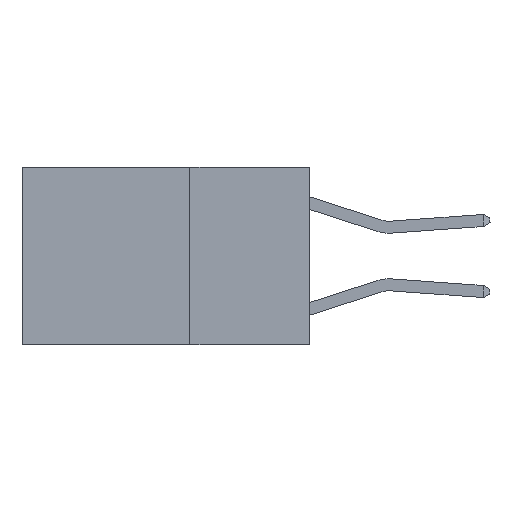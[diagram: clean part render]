
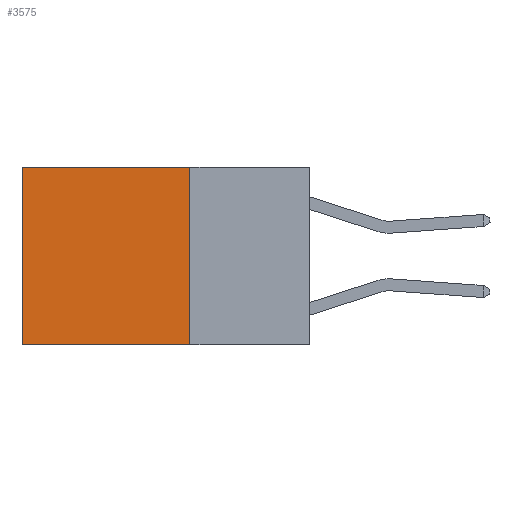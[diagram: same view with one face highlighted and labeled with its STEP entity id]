
A CAD part, left-side view. The second image highlights one B-rep face of the part: STEP entity #3575.
In plain terms, the highlighted planar face has unit normal (-1, 0, 0).
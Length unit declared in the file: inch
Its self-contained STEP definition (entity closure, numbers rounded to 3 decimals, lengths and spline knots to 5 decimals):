
#215 = EDGE_CURVE ( 'NONE', #5538, #3120, #1721, .T. ) ;
#788 = DIRECTION ( 'NONE',  ( 0., 1., 0. ) ) ;
#1435 = EDGE_LOOP ( 'NONE', ( #6600, #1695, #5206, #3690 ) ) ;
#1692 = DIRECTION ( 'NONE',  ( 0., 0., -1. ) ) ;
#1695 = ORIENTED_EDGE ( 'NONE', *, *, #9229, .F. ) ;
#1721 = LINE ( 'NONE', #9173, #5098 ) ;
#1950 = LINE ( 'NONE', #2646, #9552 ) ;
#2172 = CARTESIAN_POINT ( 'NONE',  ( 0.2625, 0.25, -0.37 ) ) ;
#2646 = CARTESIAN_POINT ( 'NONE',  ( 0.2625, 0.25, -0.37 ) ) ;
#3120 = VERTEX_POINT ( 'NONE', #5741 ) ;
#3318 = EDGE_CURVE ( 'NONE', #3120, #4856, #5522, .T. ) ;
#3447 = DIRECTION ( 'NONE',  ( 0., 0., -1. ) ) ;
#3575 = ADVANCED_FACE ( 'NONE', ( #5536 ), #5716, .F. ) ;
#3690 = ORIENTED_EDGE ( 'NONE', *, *, #215, .T. ) ;
#3729 = VECTOR ( 'NONE', #6214, 39.37008 ) ;
#4202 = CARTESIAN_POINT ( 'NONE',  ( 0.2625, 0.25, 0. ) ) ;
#4856 = VERTEX_POINT ( 'NONE', #8186 ) ;
#5098 = VECTOR ( 'NONE', #788, 39.37008 ) ;
#5158 = AXIS2_PLACEMENT_3D ( 'NONE', #4202, #7904, #3447 ) ;
#5206 = ORIENTED_EDGE ( 'NONE', *, *, #7700, .F. ) ;
#5522 = LINE ( 'NONE', #6950, #3729 ) ;
#5536 = FACE_OUTER_BOUND ( 'NONE', #1435, .T. ) ;
#5538 = VERTEX_POINT ( 'NONE', #6109 ) ;
#5716 = PLANE ( 'NONE',  #5158 ) ;
#5741 = CARTESIAN_POINT ( 'NONE',  ( 0.2625, 0.6, 0. ) ) ;
#6109 = CARTESIAN_POINT ( 'NONE',  ( 0.2625, 0.25, 0. ) ) ;
#6214 = DIRECTION ( 'NONE',  ( 0., 0., -1. ) ) ;
#6431 = DIRECTION ( 'NONE',  ( 0., 1., 0. ) ) ;
#6600 = ORIENTED_EDGE ( 'NONE', *, *, #3318, .T. ) ;
#6864 = LINE ( 'NONE', #7029, #8305 ) ;
#6950 = CARTESIAN_POINT ( 'NONE',  ( 0.2625, 0.6, 0. ) ) ;
#7029 = CARTESIAN_POINT ( 'NONE',  ( 0.2625, 0.25, 0. ) ) ;
#7700 = EDGE_CURVE ( 'NONE', #5538, #9298, #6864, .T. ) ;
#7904 = DIRECTION ( 'NONE',  ( 1., 0., 0. ) ) ;
#8186 = CARTESIAN_POINT ( 'NONE',  ( 0.2625, 0.6, -0.37 ) ) ;
#8305 = VECTOR ( 'NONE', #1692, 39.37008 ) ;
#9173 = CARTESIAN_POINT ( 'NONE',  ( 0.2625, 0.25, 0. ) ) ;
#9229 = EDGE_CURVE ( 'NONE', #9298, #4856, #1950, .T. ) ;
#9298 = VERTEX_POINT ( 'NONE', #2172 ) ;
#9552 = VECTOR ( 'NONE', #6431, 39.37008 ) ;
